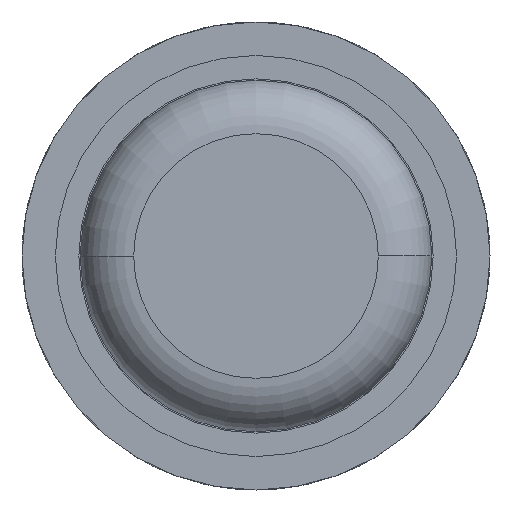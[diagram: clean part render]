
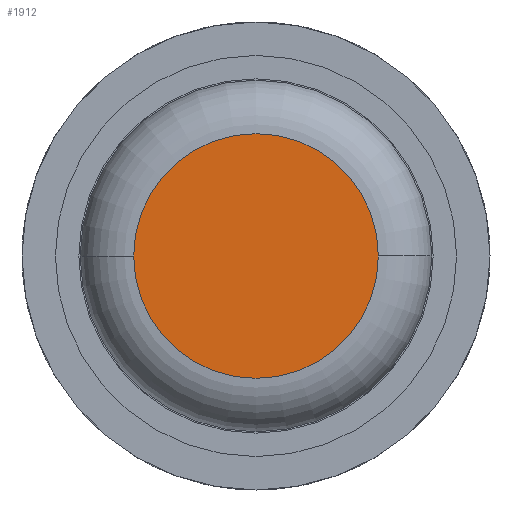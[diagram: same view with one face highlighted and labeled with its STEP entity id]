
A CAD part, front view. The second image highlights one B-rep face of the part: STEP entity #1912.
In plain terms, the highlighted planar face has unit normal (0, -1, 0).
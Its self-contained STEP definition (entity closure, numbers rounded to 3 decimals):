
#458 = AXIS2_PLACEMENT_3D ( 'NONE', #2427, #5824, #4377 ) ;
#720 = DIRECTION ( 'NONE',  ( 0., -1., 0. ) ) ;
#1147 = AXIS2_PLACEMENT_3D ( 'NONE', #4525, #1620, #4374 ) ;
#1590 = EDGE_LOOP ( 'NONE', ( #5178, #1616 ) ) ;
#1616 = ORIENTED_EDGE ( 'NONE', *, *, #4452, .T. ) ;
#1620 = DIRECTION ( 'NONE',  ( 0., -1., 0. ) ) ;
#1912 = ADVANCED_FACE ( 'Defeature ausgef�hrt1_6', ( #5799 ), #3881, .F. ) ;
#1958 = AXIS2_PLACEMENT_3D ( 'NONE', #4139, #720, #3088 ) ;
#2061 = CIRCLE ( 'NONE', #1147, 0.915 ) ;
#2194 = CARTESIAN_POINT ( 'NONE',  ( -0.915, 0., 0. ) ) ;
#2346 = CARTESIAN_POINT ( 'NONE',  ( 0.915, 0., 0. ) ) ;
#2427 = CARTESIAN_POINT ( 'NONE',  ( 0., 0., 0. ) ) ;
#3088 = DIRECTION ( 'NONE',  ( -1., 0., 0. ) ) ;
#3881 = PLANE ( 'NONE',  #458 ) ;
#4128 = VERTEX_POINT ( 'NONE', #2194 ) ;
#4139 = CARTESIAN_POINT ( 'NONE',  ( 0., 0., 0. ) ) ;
#4190 = CIRCLE ( 'NONE', #1958, 0.915 ) ;
#4374 = DIRECTION ( 'NONE',  ( -1., 0., 0. ) ) ;
#4377 = DIRECTION ( 'NONE',  ( -1., 0., 0. ) ) ;
#4452 = EDGE_CURVE ( 'Defeature ausgef�hrt1_6+Defeature ausgef�hrt1_7+Defeature ausgef�hrt1_7+Defeature ausgef�hrt1_7', #5666, #4128, #2061, .T. ) ;
#4525 = CARTESIAN_POINT ( 'NONE',  ( 0., 0., 0. ) ) ;
#4537 = EDGE_CURVE ( 'Defeature ausgef�hrt1_6+Defeature ausgef�hrt1_7+Defeature ausgef�hrt1_7+Defeature ausgef�hrt1_7', #4128, #5666, #4190, .T. ) ;
#5178 = ORIENTED_EDGE ( 'NONE', *, *, #4537, .T. ) ;
#5666 = VERTEX_POINT ( 'NONE', #2346 ) ;
#5799 = FACE_OUTER_BOUND ( 'NONE', #1590, .T. ) ;
#5824 = DIRECTION ( 'NONE',  ( 0., 1., 0. ) ) ;
